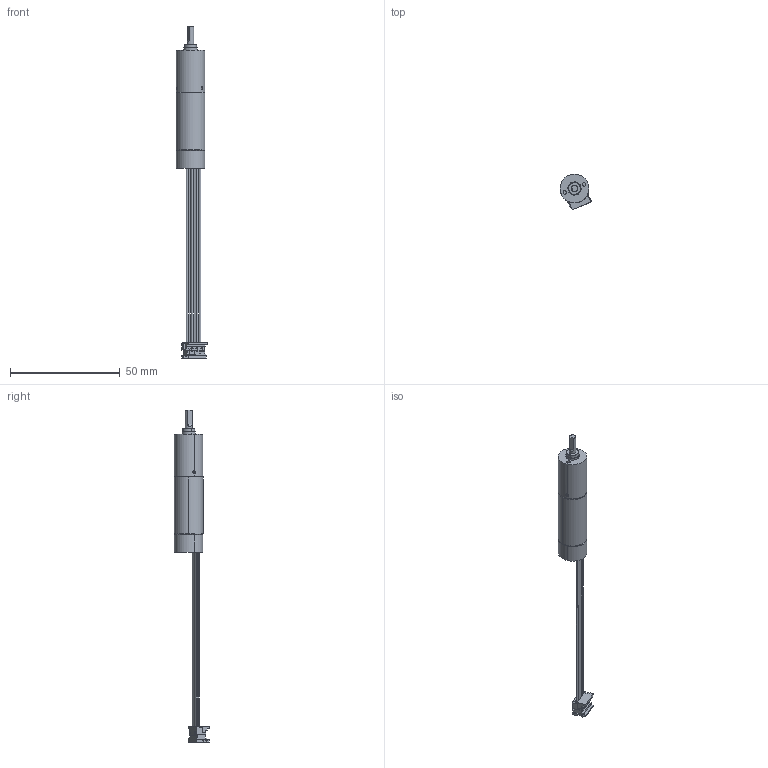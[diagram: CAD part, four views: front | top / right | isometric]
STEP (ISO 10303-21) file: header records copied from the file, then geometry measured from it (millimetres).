
FILE_DESCRIPTION (( 'STEP AP203' ), '1' );
FILE_NAME ('DCU13028+RS13+PG13C-0016.STEP', '2021-05-31T09:01:43', ( '88' ), ( '' ), 'SwSTEP 2.0', 'SolidWorks 2014', '' );
FILE_SCHEMA (( 'CONFIG_CONTROL_DESIGN' ));
Length unit declared in the file: millimetre
Products named in the file (1): DCU13028+RS13+PG13C-0016
Bounding box: 14.38 x 15.98 x 151.11 mm (x, y, z)
Surface area: 4644 mm2 (no closed solid volume)
Topology: 0 solids, 5 shells, 189 faces, 857 edges, 672 vertices
Faces by surface type: plane 128, cylinder 48, cone 9, torus 4
Entity records: 8931 total; most frequent: CARTESIAN_POINT 2067, ORIENTED_EDGE 1275, DIRECTION 1275, EDGE_CURVE 857, LINE 691, VECTOR 691, VERTEX_POINT 672, AXIS2_PLACEMENT_3D 292
